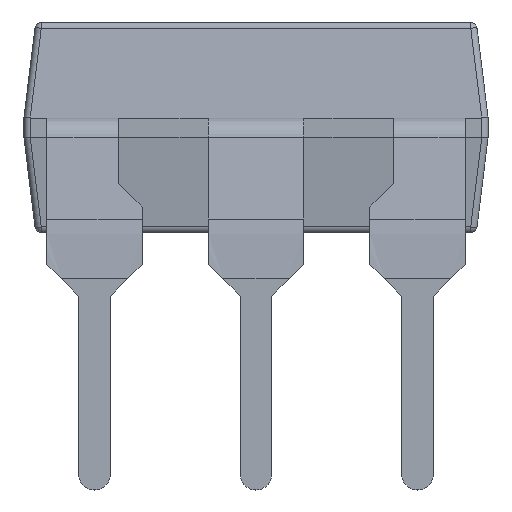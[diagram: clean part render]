
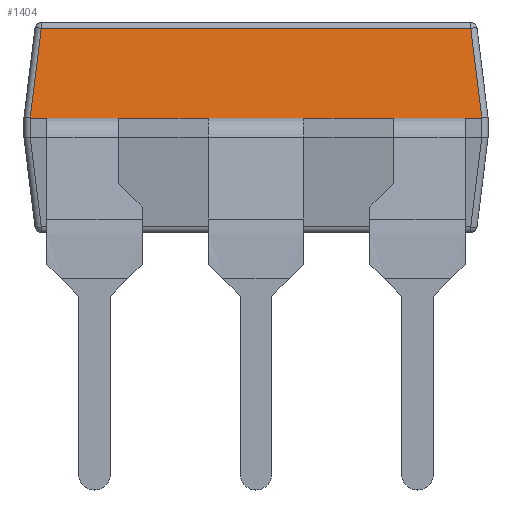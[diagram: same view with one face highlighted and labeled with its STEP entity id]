
A CAD part, front view. The second image highlights one B-rep face of the part: STEP entity #1404.
In plain terms, the highlighted planar face has unit normal (0, -0.993, 0.122).
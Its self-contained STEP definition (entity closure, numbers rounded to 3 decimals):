
#8 = LINE ( 'NONE', #24302, #3454 ) ;
#353 = EDGE_CURVE ( 'NONE', #6761, #5898, #24562, .T. ) ;
#752 = VECTOR ( 'NONE', #17331, 1000. ) ;
#1362 = VERTEX_POINT ( 'NONE', #18028 ) ;
#1404 = ADVANCED_FACE ( 'NONE', ( #18929 ), #24908, .F. ) ;
#1881 = EDGE_CURVE ( 'NONE', #17374, #1362, #15247, .T. ) ;
#1882 = DIRECTION ( 'NONE',  ( -0.121, -0.121, -0.985 ) ) ;
#2364 = CARTESIAN_POINT ( 'NONE',  ( -0.75, -3.25, 1.8 ) ) ;
#2527 = DIRECTION ( 'NONE',  ( 0., 0.993, -0.122 ) ) ;
#2834 = ORIENTED_EDGE ( 'NONE', *, *, #14514, .T. ) ;
#3041 = DIRECTION ( 'NONE',  ( -1., 0., 0. ) ) ;
#3084 = LINE ( 'NONE', #13632, #752 ) ;
#3384 = ORIENTED_EDGE ( 'NONE', *, *, #10813, .T. ) ;
#3428 = VECTOR ( 'NONE', #13088, 1000. ) ;
#3454 = VECTOR ( 'NONE', #14162, 1000. ) ;
#3840 = EDGE_CURVE ( 'NONE', #1362, #17343, #15423, .T. ) ;
#3911 = CARTESIAN_POINT ( 'NONE',  ( -3.29, -3.25, 1.8 ) ) ;
#4448 = LINE ( 'NONE', #23005, #7680 ) ;
#4697 = CARTESIAN_POINT ( 'NONE',  ( -3.29, -3.25, 1.8 ) ) ;
#4950 = CARTESIAN_POINT ( 'NONE',  ( -3.466, -3.077, 3.212 ) ) ;
#5120 = ORIENTED_EDGE ( 'NONE', *, *, #23240, .T. ) ;
#5154 = DIRECTION ( 'NONE',  ( -1., 0., 0. ) ) ;
#5484 = ORIENTED_EDGE ( 'NONE', *, *, #25746, .F. ) ;
#5659 = VERTEX_POINT ( 'NONE', #11995 ) ;
#5669 = CARTESIAN_POINT ( 'NONE',  ( 3.55, -3.25, 1.8 ) ) ;
#5898 = VERTEX_POINT ( 'NONE', #3911 ) ;
#6056 = CARTESIAN_POINT ( 'NONE',  ( -3.317, -3.017, 3.701 ) ) ;
#6761 = VERTEX_POINT ( 'NONE', #12658 ) ;
#6995 = VERTEX_POINT ( 'NONE', #10612 ) ;
#7648 = CARTESIAN_POINT ( 'NONE',  ( 3.55, -3.25, 1.8 ) ) ;
#7680 = VECTOR ( 'NONE', #20692, 1000. ) ;
#8148 = LINE ( 'NONE', #6056, #14797 ) ;
#8729 = CARTESIAN_POINT ( 'NONE',  ( -3.55, -3.25, 1.8 ) ) ;
#9226 = CARTESIAN_POINT ( 'NONE',  ( 3.551, -3.25, 1.8 ) ) ;
#9479 = VECTOR ( 'NONE', #13037, 1000. ) ;
#9983 = CARTESIAN_POINT ( 'NONE',  ( -0.75, -3.25, 1.8 ) ) ;
#10451 = LINE ( 'NONE', #25128, #11088 ) ;
#10612 = CARTESIAN_POINT ( 'NONE',  ( -3.55, -3.25, 1.8 ) ) ;
#10813 = EDGE_CURVE ( 'NONE', #21086, #6995, #20361, .T. ) ;
#11088 = VECTOR ( 'NONE', #18605, 1000. ) ;
#11128 = EDGE_CURVE ( 'NONE', #5659, #18738, #23839, .T. ) ;
#11977 = ORIENTED_EDGE ( 'NONE', *, *, #21602, .T. ) ;
#11995 = CARTESIAN_POINT ( 'NONE',  ( 3.55, -3.25, 1.8 ) ) ;
#12525 = LINE ( 'NONE', #2364, #16501 ) ;
#12658 = CARTESIAN_POINT ( 'NONE',  ( -2.165, -3.25, 1.8 ) ) ;
#12928 = CARTESIAN_POINT ( 'NONE',  ( -3.551, -3.25, 1.8 ) ) ;
#13037 = DIRECTION ( 'NONE',  ( -1., 0., 0. ) ) ;
#13088 = DIRECTION ( 'NONE',  ( -1., 0., 0. ) ) ;
#13327 = CARTESIAN_POINT ( 'NONE',  ( -3.65, -3.25, 1.8 ) ) ;
#13632 = CARTESIAN_POINT ( 'NONE',  ( -3.65, -3.25, 1.8 ) ) ;
#14117 = CARTESIAN_POINT ( 'NONE',  ( 3.551, -3.25, 1.8 ) ) ;
#14162 = DIRECTION ( 'NONE',  ( -0.121, 0.121, 0.985 ) ) ;
#14514 = EDGE_CURVE ( 'NONE', #19010, #17439, #15084, .T. ) ;
#14650 = VECTOR ( 'NONE', #5154, 1000. ) ;
#14695 = ORIENTED_EDGE ( 'NONE', *, *, #16357, .F. ) ;
#14790 = DIRECTION ( 'NONE',  ( 1., 0., 0. ) ) ;
#14797 = VECTOR ( 'NONE', #1882, 1000. ) ;
#14891 = ORIENTED_EDGE ( 'NONE', *, *, #15541, .F. ) ;
#15084 = LINE ( 'NONE', #4950, #3428 ) ;
#15220 = ORIENTED_EDGE ( 'NONE', *, *, #16769, .F. ) ;
#15247 = LINE ( 'NONE', #23418, #14650 ) ;
#15423 = LINE ( 'NONE', #13327, #9479 ) ;
#15541 = EDGE_CURVE ( 'NONE', #17552, #6761, #10451, .T. ) ;
#15632 = CARTESIAN_POINT ( 'NONE',  ( 3.55, -3.25, 1.8 ) ) ;
#16357 = EDGE_CURVE ( 'NONE', #5659, #17374, #4448, .T. ) ;
#16377 = CARTESIAN_POINT ( 'NONE',  ( 0., -3.066, 3.3 ) ) ;
#16501 = VECTOR ( 'NONE', #3041, 1000. ) ;
#16750 = CARTESIAN_POINT ( 'NONE',  ( -3.55, -3.25, 1.8 ) ) ;
#16769 = EDGE_CURVE ( 'NONE', #5898, #6995, #3084, .T. ) ;
#17331 = DIRECTION ( 'NONE',  ( -1., 0., 0. ) ) ;
#17343 = VERTEX_POINT ( 'NONE', #17906 ) ;
#17374 = VERTEX_POINT ( 'NONE', #18557 ) ;
#17439 = VERTEX_POINT ( 'NONE', #24551 ) ;
#17511 = ORIENTED_EDGE ( 'NONE', *, *, #3840, .F. ) ;
#17552 = VERTEX_POINT ( 'NONE', #9983 ) ;
#17832 = ORIENTED_EDGE ( 'NONE', *, *, #1881, .F. ) ;
#17906 = CARTESIAN_POINT ( 'NONE',  ( 0.75, -3.25, 1.8 ) ) ;
#18028 = CARTESIAN_POINT ( 'NONE',  ( 2.165, -3.25, 1.8 ) ) ;
#18278 = AXIS2_PLACEMENT_3D ( 'NONE', #16377, #2527, #14790 ) ;
#18557 = CARTESIAN_POINT ( 'NONE',  ( 3.29, -3.25, 1.8 ) ) ;
#18605 = DIRECTION ( 'NONE',  ( -1., 0., 0. ) ) ;
#18738 = VERTEX_POINT ( 'NONE', #14117 ) ;
#18929 = FACE_OUTER_BOUND ( 'NONE', #20847, .T. ) ;
#18986 = CARTESIAN_POINT ( 'NONE',  ( 3.377, -3.077, 3.212 ) ) ;
#19010 = VERTEX_POINT ( 'NONE', #18986 ) ;
#19762 = ORIENTED_EDGE ( 'NONE', *, *, #353, .F. ) ;
#19933 = ORIENTED_EDGE ( 'NONE', *, *, #11128, .T. ) ;
#20361 =( BOUNDED_CURVE ( )  B_SPLINE_CURVE ( 3, ( #22905, #25395, #8729, #16750 ),
 .UNSPECIFIED., .F., .T. ) 
 B_SPLINE_CURVE_WITH_KNOTS ( ( 4, 4 ),
 ( 6.276, 6.283 ),
 .UNSPECIFIED. ) 
 CURVE ( )  GEOMETRIC_REPRESENTATION_ITEM ( )  RATIONAL_B_SPLINE_CURVE ( ( 1., 1., 1., 1. ) ) 
 REPRESENTATION_ITEM ( '' )  );
#20692 = DIRECTION ( 'NONE',  ( -1., 0., 0. ) ) ;
#20847 = EDGE_LOOP ( 'NONE', ( #14695, #19933, #5120, #2834, #11977, #3384, #15220, #19762, #14891, #5484, #17511, #17832 ) ) ;
#21086 = VERTEX_POINT ( 'NONE', #12928 ) ;
#21602 = EDGE_CURVE ( 'NONE', #17439, #21086, #8148, .T. ) ;
#22837 = DIRECTION ( 'NONE',  ( -1., 0., 0. ) ) ;
#22905 = CARTESIAN_POINT ( 'NONE',  ( -3.551, -3.25, 1.8 ) ) ;
#23005 = CARTESIAN_POINT ( 'NONE',  ( -3.65, -3.25, 1.8 ) ) ;
#23240 = EDGE_CURVE ( 'NONE', #18738, #19010, #8, .T. ) ;
#23418 = CARTESIAN_POINT ( 'NONE',  ( 1.79, -3.25, 1.8 ) ) ;
#23839 =( BOUNDED_CURVE ( )  B_SPLINE_CURVE ( 3, ( #7648, #15632, #5669, #9226 ),
 .UNSPECIFIED., .F., .F. ) 
 B_SPLINE_CURVE_WITH_KNOTS ( ( 4, 4 ),
 ( 0., 0.007 ),
 .UNSPECIFIED. ) 
 CURVE ( )  GEOMETRIC_REPRESENTATION_ITEM ( )  RATIONAL_B_SPLINE_CURVE ( ( 1., 1., 1., 1. ) ) 
 REPRESENTATION_ITEM ( '' )  );
#24302 = CARTESIAN_POINT ( 'NONE',  ( 3.317, -3.017, 3.701 ) ) ;
#24551 = CARTESIAN_POINT ( 'NONE',  ( -3.377, -3.077, 3.212 ) ) ;
#24562 = LINE ( 'NONE', #4697, #25708 ) ;
#24908 = PLANE ( 'NONE',  #18278 ) ;
#25128 = CARTESIAN_POINT ( 'NONE',  ( -3.29, -3.25, 1.8 ) ) ;
#25395 = CARTESIAN_POINT ( 'NONE',  ( -3.55, -3.25, 1.8 ) ) ;
#25708 = VECTOR ( 'NONE', #22837, 1000. ) ;
#25746 = EDGE_CURVE ( 'NONE', #17343, #17552, #12525, .T. ) ;
